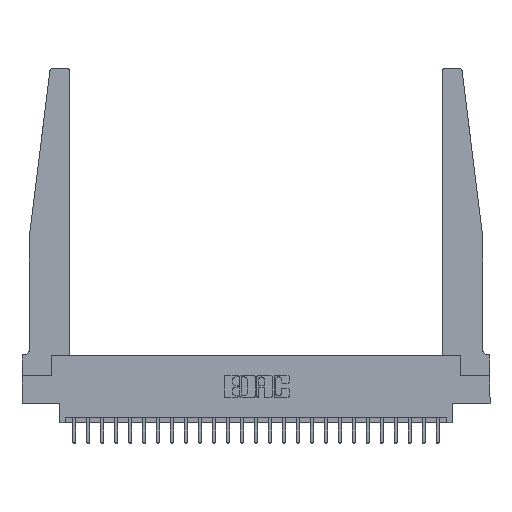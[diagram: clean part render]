
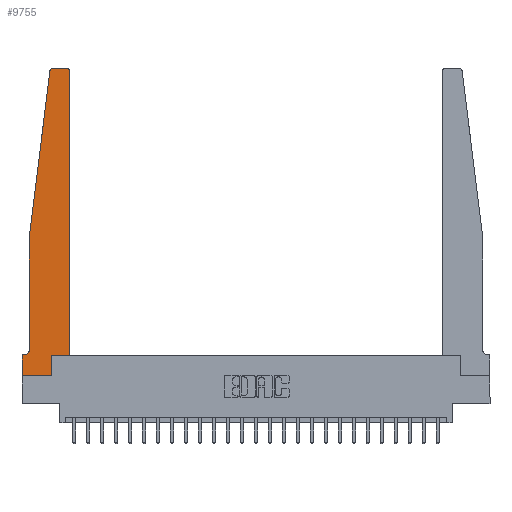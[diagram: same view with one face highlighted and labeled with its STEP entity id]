
A CAD part, top view. The second image highlights one B-rep face of the part: STEP entity #9755.
In plain terms, the highlighted planar face has unit normal (0, 0, 1).
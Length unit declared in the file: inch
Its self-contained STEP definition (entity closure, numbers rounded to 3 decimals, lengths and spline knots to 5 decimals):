
#436 = DIRECTION ( 'NONE',  ( -1., 0., 0. ) ) ;
#609 = DIRECTION ( 'NONE',  ( 0., 0., 1. ) ) ;
#1348 = CARTESIAN_POINT ( 'NONE',  ( 0.065, 1.25, 0.37 ) ) ;
#1457 = EDGE_CURVE ( 'NONE', #21932, #23026, #21377, .T. ) ;
#1516 = LINE ( 'NONE', #24908, #6134 ) ;
#1700 = EDGE_CURVE ( 'NONE', #22798, #16037, #2282, .T. ) ;
#1710 = CIRCLE ( 'NONE', #2137, 0.03 ) ;
#1763 = CARTESIAN_POINT ( 'NONE',  ( 0., 0., 0.37 ) ) ;
#1880 = LINE ( 'NONE', #12827, #11486 ) ;
#2137 = AXIS2_PLACEMENT_3D ( 'NONE', #21701, #609, #19905 ) ;
#2242 = ORIENTED_EDGE ( 'NONE', *, *, #6849, .T. ) ;
#2282 = LINE ( 'NONE', #11466, #8539 ) ;
#3393 = CARTESIAN_POINT ( 'NONE',  ( 0.065, 1.25, 0.37 ) ) ;
#3616 = EDGE_CURVE ( 'NONE', #14987, #20931, #1710, .T. ) ;
#3906 = CARTESIAN_POINT ( 'NONE',  ( 0., 0., 0.37 ) ) ;
#3925 = LINE ( 'NONE', #15952, #9021 ) ;
#4002 = FACE_OUTER_BOUND ( 'NONE', #17486, .T. ) ;
#4059 = VERTEX_POINT ( 'NONE', #8198 ) ;
#4378 = ORIENTED_EDGE ( 'NONE', *, *, #5687, .T. ) ;
#4646 = CARTESIAN_POINT ( 'NONE',  ( 0.425, 0.18, 0.37 ) ) ;
#4942 = CARTESIAN_POINT ( 'NONE',  ( 0.27653, 2.72, 0.37 ) ) ;
#4997 = AXIS2_PLACEMENT_3D ( 'NONE', #15191, #13045, #15308 ) ;
#5196 = DIRECTION ( 'NONE',  ( 1., 0., 0. ) ) ;
#5467 = VECTOR ( 'NONE', #10729, 39.37008 ) ;
#5510 = DIRECTION ( 'NONE',  ( 0., 0., 1. ) ) ;
#5596 = VERTEX_POINT ( 'NONE', #3393 ) ;
#5687 = EDGE_CURVE ( 'NONE', #16873, #8685, #23647, .T. ) ;
#5995 = CARTESIAN_POINT ( 'NONE',  ( 0.425, 2.72, 0.37 ) ) ;
#6134 = VECTOR ( 'NONE', #22597, 39.37008 ) ;
#6525 = VECTOR ( 'NONE', #15411, 39.37008 ) ;
#6849 = EDGE_CURVE ( 'NONE', #5596, #16873, #9524, .T. ) ;
#7436 = EDGE_CURVE ( 'NONE', #23026, #14987, #21506, .T. ) ;
#7569 = EDGE_CURVE ( 'NONE', #16037, #21932, #23936, .T. ) ;
#8067 = CIRCLE ( 'NONE', #18985, 0.03 ) ;
#8198 = CARTESIAN_POINT ( 'NONE',  ( 0.27653, 2.75, 0.37 ) ) ;
#8385 = ORIENTED_EDGE ( 'NONE', *, *, #1457, .T. ) ;
#8539 = VECTOR ( 'NONE', #13110, 39.37008 ) ;
#8685 = VERTEX_POINT ( 'NONE', #21313 ) ;
#8686 = CARTESIAN_POINT ( 'NONE',  ( 0.2605, 0.18, 0.37 ) ) ;
#9021 = VECTOR ( 'NONE', #436, 39.37008 ) ;
#9524 = LINE ( 'NONE', #1348, #21619 ) ;
#9755 = ADVANCED_FACE ( 'NONE', ( #4002 ), #17375, .T. ) ;
#10105 = CARTESIAN_POINT ( 'NONE',  ( 0.425, 0.18, 0.37 ) ) ;
#10273 = EDGE_CURVE ( 'NONE', #8685, #21503, #3925, .T. ) ;
#10504 = ORIENTED_EDGE ( 'NONE', *, *, #22301, .T. ) ;
#10729 = DIRECTION ( 'NONE',  ( 0., 1., 0. ) ) ;
#11083 = CARTESIAN_POINT ( 'NONE',  ( 0.2605, 0., 0.37 ) ) ;
#11106 = VECTOR ( 'NONE', #17818, 39.37008 ) ;
#11124 = CARTESIAN_POINT ( 'NONE',  ( 0., 0.1875, 0.37 ) ) ;
#11466 = CARTESIAN_POINT ( 'NONE',  ( 0., 0., 0.37 ) ) ;
#11486 = VECTOR ( 'NONE', #14832, 39.37008 ) ;
#11552 = ORIENTED_EDGE ( 'NONE', *, *, #7569, .T. ) ;
#11621 = ORIENTED_EDGE ( 'NONE', *, *, #3616, .T. ) ;
#12827 = CARTESIAN_POINT ( 'NONE',  ( 0.25, 2.75, 0.37 ) ) ;
#13045 = DIRECTION ( 'NONE',  ( 0., 0., -1. ) ) ;
#13110 = DIRECTION ( 'NONE',  ( 1., 0., 0. ) ) ;
#13569 = EDGE_CURVE ( 'NONE', #21503, #22798, #21186, .T. ) ;
#13582 = CARTESIAN_POINT ( 'NONE',  ( 0., 0.1875, 0.37 ) ) ;
#13784 = ORIENTED_EDGE ( 'NONE', *, *, #17698, .T. ) ;
#13851 = CARTESIAN_POINT ( 'NONE',  ( 0.2605, 0.18, 0.37 ) ) ;
#14832 = DIRECTION ( 'NONE',  ( -1., 0., 0. ) ) ;
#14987 = VERTEX_POINT ( 'NONE', #5995 ) ;
#15098 = DIRECTION ( 'NONE',  ( 1., 0., 0. ) ) ;
#15159 = CARTESIAN_POINT ( 'NONE',  ( 0.425, 0.18, 0.37 ) ) ;
#15160 = EDGE_CURVE ( 'NONE', #4059, #20897, #8067, .T. ) ;
#15191 = CARTESIAN_POINT ( 'NONE',  ( 0.015, 0.2375, 0.37 ) ) ;
#15293 = VECTOR ( 'NONE', #24887, 39.37008 ) ;
#15308 = DIRECTION ( 'NONE',  ( -1., 0., 0. ) ) ;
#15411 = DIRECTION ( 'NONE',  ( 1., 0., 0. ) ) ;
#15952 = CARTESIAN_POINT ( 'NONE',  ( 0.065, 0.1875, 0.37 ) ) ;
#16037 = VERTEX_POINT ( 'NONE', #11083 ) ;
#16052 = CARTESIAN_POINT ( 'NONE',  ( 0.065, 0.2375, 0.37 ) ) ;
#16873 = VERTEX_POINT ( 'NONE', #16052 ) ;
#17221 = DIRECTION ( 'NONE',  ( 0., -1., 0. ) ) ;
#17375 = PLANE ( 'NONE',  #18298 ) ;
#17486 = EDGE_LOOP ( 'NONE', ( #10504, #21324, #13784, #2242, #4378, #21127, #24820, #21895, #11552, #8385, #18925, #11621 ) ) ;
#17698 = EDGE_CURVE ( 'NONE', #20897, #5596, #1516, .T. ) ;
#17741 = CARTESIAN_POINT ( 'NONE',  ( 0.24675, 2.72367, 0.37 ) ) ;
#17818 = DIRECTION ( 'NONE',  ( 0., 1., 0. ) ) ;
#18298 = AXIS2_PLACEMENT_3D ( 'NONE', #13582, #5510, #15098 ) ;
#18617 = DIRECTION ( 'NONE',  ( 0., 0., 1. ) ) ;
#18925 = ORIENTED_EDGE ( 'NONE', *, *, #7436, .T. ) ;
#18985 = AXIS2_PLACEMENT_3D ( 'NONE', #4942, #18617, #5196 ) ;
#19905 = DIRECTION ( 'NONE',  ( 1., 0., 0. ) ) ;
#20273 = CARTESIAN_POINT ( 'NONE',  ( 0.395, 2.75, 0.37 ) ) ;
#20897 = VERTEX_POINT ( 'NONE', #17741 ) ;
#20931 = VERTEX_POINT ( 'NONE', #20273 ) ;
#21127 = ORIENTED_EDGE ( 'NONE', *, *, #10273, .T. ) ;
#21186 = LINE ( 'NONE', #1763, #15293 ) ;
#21313 = CARTESIAN_POINT ( 'NONE',  ( 0.015, 0.1875, 0.37 ) ) ;
#21324 = ORIENTED_EDGE ( 'NONE', *, *, #15160, .T. ) ;
#21377 = LINE ( 'NONE', #15159, #6525 ) ;
#21503 = VERTEX_POINT ( 'NONE', #11124 ) ;
#21506 = LINE ( 'NONE', #10105, #11106 ) ;
#21619 = VECTOR ( 'NONE', #17221, 39.37008 ) ;
#21701 = CARTESIAN_POINT ( 'NONE',  ( 0.395, 2.72, 0.37 ) ) ;
#21895 = ORIENTED_EDGE ( 'NONE', *, *, #1700, .T. ) ;
#21932 = VERTEX_POINT ( 'NONE', #13851 ) ;
#22301 = EDGE_CURVE ( 'NONE', #20931, #4059, #1880, .T. ) ;
#22597 = DIRECTION ( 'NONE',  ( -0.122, -0.992, 0. ) ) ;
#22798 = VERTEX_POINT ( 'NONE', #3906 ) ;
#23026 = VERTEX_POINT ( 'NONE', #4646 ) ;
#23647 = CIRCLE ( 'NONE', #4997, 0.05 ) ;
#23936 = LINE ( 'NONE', #8686, #5467 ) ;
#24820 = ORIENTED_EDGE ( 'NONE', *, *, #13569, .T. ) ;
#24887 = DIRECTION ( 'NONE',  ( 0., -1., 0. ) ) ;
#24908 = CARTESIAN_POINT ( 'NONE',  ( 0.065, 1.25, 0.37 ) ) ;
